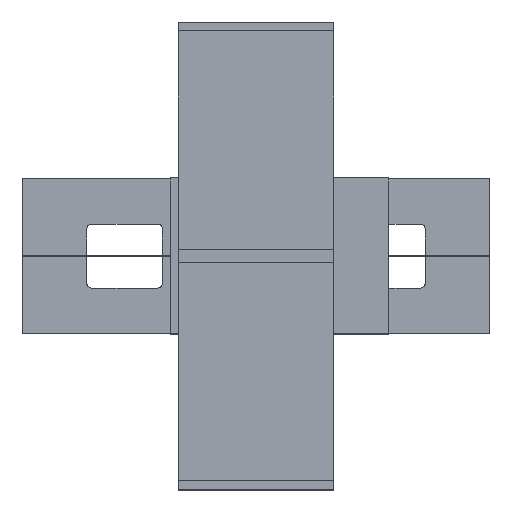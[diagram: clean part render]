
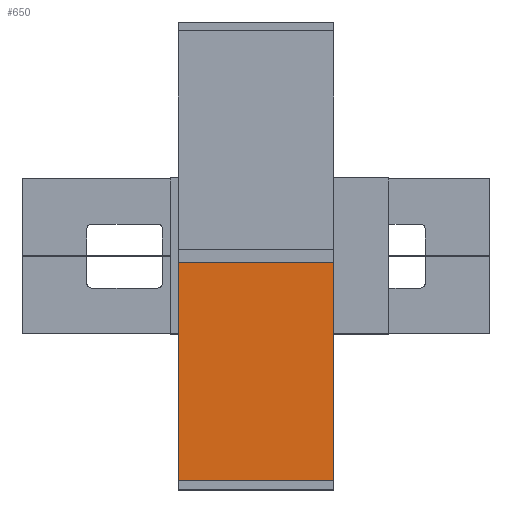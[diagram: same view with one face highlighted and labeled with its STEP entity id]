
A CAD part, top view. The second image highlights one B-rep face of the part: STEP entity #650.
In plain terms, the highlighted planar face has unit normal (0, 0, 1).
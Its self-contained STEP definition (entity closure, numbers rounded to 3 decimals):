
#650 = ADVANCED_FACE( '', ( #2353 ), #2354, .T. );
#2353 = FACE_OUTER_BOUND( '', #5457, .T. );
#2354 = PLANE( '', #5458 );
#5457 = EDGE_LOOP( '', ( #10102, #10103, #10104, #10105 ) );
#5458 = AXIS2_PLACEMENT_3D( '', #10106, #10107, #10108 );
#10102 = ORIENTED_EDGE( '', *, *, #22459, .T. );
#10103 = ORIENTED_EDGE( '', *, *, #22496, .T. );
#10104 = ORIENTED_EDGE( '', *, *, #22500, .T. );
#10105 = ORIENTED_EDGE( '', *, *, #22491, .T. );
#10106 = CARTESIAN_POINT( '', ( -55., -50., 54. ) );
#10107 = DIRECTION( '', ( 0., 0., 1. ) );
#10108 = DIRECTION( '', ( 1., 0., 0. ) );
#22459 = EDGE_CURVE( '', #26643, #26641, #26644, .T. );
#22491 = EDGE_CURVE( '', #26700, #26643, #26701, .T. );
#22496 = EDGE_CURVE( '', #26641, #26707, #26709, .T. );
#22500 = EDGE_CURVE( '', #26707, #26700, #26715, .T. );
#26641 = VERTEX_POINT( '', #33453 );
#26643 = VERTEX_POINT( '', #33456 );
#26644 = LINE( '', #33457, #33458 );
#26700 = VERTEX_POINT( '', #33534 );
#26701 = LINE( '', #33535, #33536 );
#26707 = VERTEX_POINT( '', #33544 );
#26709 = LINE( '', #33547, #33548 );
#26715 = LINE( '', #33556, #33557 );
#33453 = CARTESIAN_POINT( '', ( -55., -50., 54. ) );
#33456 = CARTESIAN_POINT( '', ( -55., 50., 54. ) );
#33457 = CARTESIAN_POINT( '', ( -55., 50., 54. ) );
#33458 = VECTOR( '', #45779, 1000. );
#33534 = CARTESIAN_POINT( '', ( 85., 50., 54. ) );
#33535 = CARTESIAN_POINT( '', ( 85., 50., 54. ) );
#33536 = VECTOR( '', #45833, 1000. );
#33544 = CARTESIAN_POINT( '', ( 85., -50., 54. ) );
#33547 = CARTESIAN_POINT( '', ( -55., -50., 54. ) );
#33548 = VECTOR( '', #45840, 1000. );
#33556 = CARTESIAN_POINT( '', ( 85., -50., 54. ) );
#33557 = VECTOR( '', #45846, 1000. );
#45779 = DIRECTION( '', ( 0., -1., 0. ) );
#45833 = DIRECTION( '', ( -1., 0., 0. ) );
#45840 = DIRECTION( '', ( 1., 0., 0. ) );
#45846 = DIRECTION( '', ( 0., 1., 0. ) );
